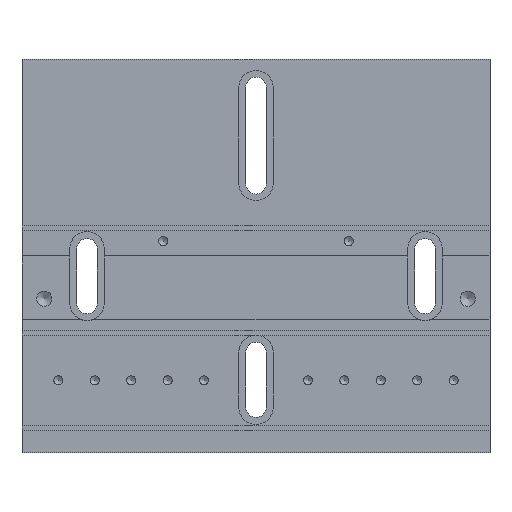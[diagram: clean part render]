
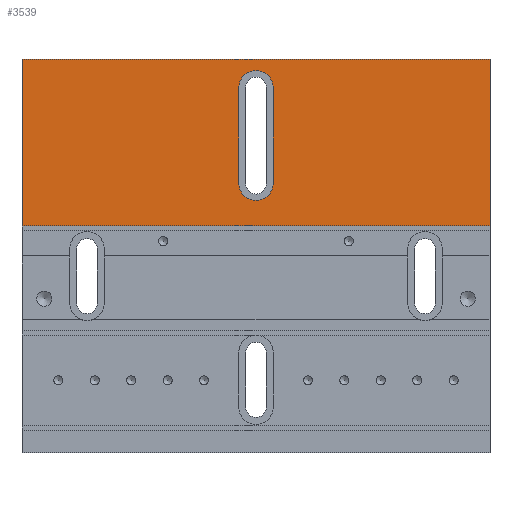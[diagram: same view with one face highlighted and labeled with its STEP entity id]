
A CAD part, top view. The second image highlights one B-rep face of the part: STEP entity #3539.
In plain terms, the highlighted planar face has unit normal (0, 0, 1).
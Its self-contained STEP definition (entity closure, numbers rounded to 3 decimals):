
#206=CIRCLE('',#3713,4.625);
#207=CIRCLE('',#3714,4.625);
#320=ORIENTED_EDGE('',*,*,#973,.F.);
#321=ORIENTED_EDGE('',*,*,#974,.T.);
#322=ORIENTED_EDGE('',*,*,#975,.T.);
#323=ORIENTED_EDGE('',*,*,#976,.T.);
#324=ORIENTED_EDGE('',*,*,#977,.T.);
#325=ORIENTED_EDGE('',*,*,#978,.T.);
#326=ORIENTED_EDGE('',*,*,#979,.T.);
#327=ORIENTED_EDGE('',*,*,#980,.T.);
#973=EDGE_CURVE('',#1299,#1300,#1510,.T.);
#974=EDGE_CURVE('',#1299,#1301,#1511,.T.);
#975=EDGE_CURVE('',#1301,#1302,#1512,.T.);
#976=EDGE_CURVE('',#1302,#1300,#1513,.T.);
#977=EDGE_CURVE('',#1303,#1304,#1514,.T.);
#978=EDGE_CURVE('',#1304,#1305,#206,.T.);
#979=EDGE_CURVE('',#1305,#1306,#1515,.T.);
#980=EDGE_CURVE('',#1306,#1303,#207,.T.);
#1299=VERTEX_POINT('',#5057);
#1300=VERTEX_POINT('',#5058);
#1301=VERTEX_POINT('',#5060);
#1302=VERTEX_POINT('',#5062);
#1303=VERTEX_POINT('',#5065);
#1304=VERTEX_POINT('',#5066);
#1305=VERTEX_POINT('',#5068);
#1306=VERTEX_POINT('',#5070);
#1510=LINE('',#5056,#1683);
#1511=LINE('',#5059,#1684);
#1512=LINE('',#5061,#1685);
#1513=LINE('',#5063,#1686);
#1514=LINE('',#5064,#1687);
#1515=LINE('',#5069,#1688);
#1683=VECTOR('',#3935,1000.);
#1684=VECTOR('',#3936,1000.);
#1685=VECTOR('',#3937,1000.);
#1686=VECTOR('',#3938,1000.);
#1687=VECTOR('',#3939,1000.);
#1688=VECTOR('',#3942,1000.);
#1859=EDGE_LOOP('',(#320,#321,#322,#323));
#1860=EDGE_LOOP('',(#324,#325,#326,#327));
#2096=FACE_BOUND('',#1859,.T.);
#2097=FACE_BOUND('',#1860,.T.);
#2331=PLANE('',#3712);
#3539=ADVANCED_FACE('',(#2096,#2097),#2331,.T.);
#3712=AXIS2_PLACEMENT_3D('',#5055,#3933,#3934);
#3713=AXIS2_PLACEMENT_3D('',#5067,#3940,#3941);
#3714=AXIS2_PLACEMENT_3D('',#5071,#3943,#3944);
#3933=DIRECTION('',(0.,0.,1.));
#3934=DIRECTION('',(1.,0.,0.));
#3935=DIRECTION('',(-1.,0.,0.));
#3936=DIRECTION('',(0.,1.,0.));
#3937=DIRECTION('',(-1.,0.,0.));
#3938=DIRECTION('',(0.,-1.,0.));
#3939=DIRECTION('',(0.,1.,0.));
#3940=DIRECTION('',(0.,0.,-1.));
#3941=DIRECTION('',(-1.,0.,0.));
#3942=DIRECTION('',(0.,-1.,0.));
#3943=DIRECTION('',(0.,0.,-1.));
#3944=DIRECTION('',(1.,0.,0.));
#5055=CARTESIAN_POINT('',(0.,0.,12.5));
#5056=CARTESIAN_POINT('',(63.,8.1,12.5));
#5057=CARTESIAN_POINT('',(63.,8.1,12.5));
#5058=CARTESIAN_POINT('',(-63.,8.1,12.5));
#5059=CARTESIAN_POINT('',(63.,-53.,12.5));
#5060=CARTESIAN_POINT('',(63.,53.,12.5));
#5061=CARTESIAN_POINT('',(63.,53.,12.5));
#5062=CARTESIAN_POINT('',(-63.,53.,12.5));
#5063=CARTESIAN_POINT('',(-63.,53.,12.5));
#5064=CARTESIAN_POINT('',(-4.625,45.3,12.5));
#5065=CARTESIAN_POINT('',(-4.625,19.55,12.5));
#5066=CARTESIAN_POINT('',(-4.625,45.3,12.5));
#5067=CARTESIAN_POINT('',(0.,45.3,12.5));
#5068=CARTESIAN_POINT('',(4.625,45.3,12.5));
#5069=CARTESIAN_POINT('',(4.625,45.3,12.5));
#5070=CARTESIAN_POINT('',(4.625,19.55,12.5));
#5071=CARTESIAN_POINT('',(0.,19.55,12.5));
